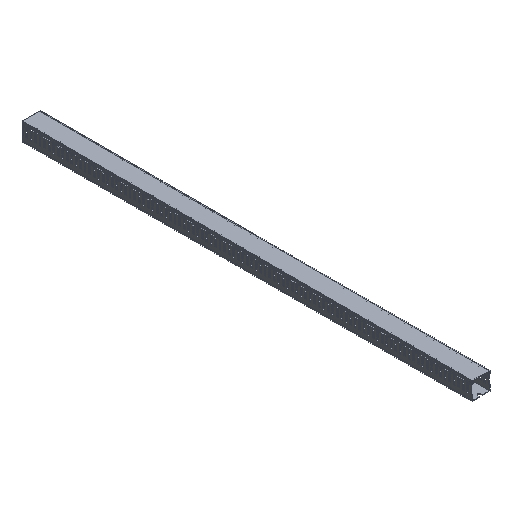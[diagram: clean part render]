
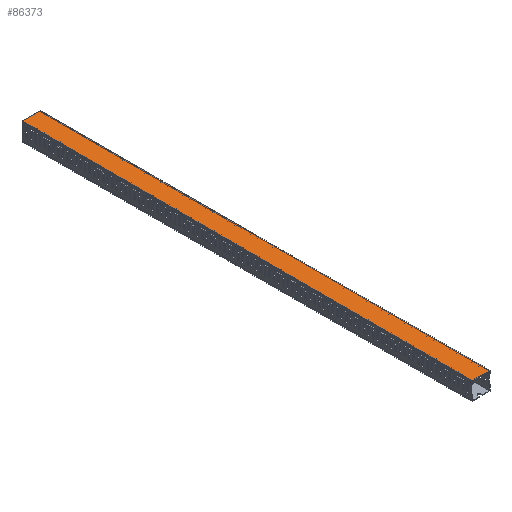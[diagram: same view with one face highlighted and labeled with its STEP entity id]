
A CAD part, isometric view. The second image highlights one B-rep face of the part: STEP entity #86373.
In plain terms, the highlighted planar face has unit normal (0, 0, 1).
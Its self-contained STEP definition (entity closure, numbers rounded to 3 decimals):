
#86355=AXIS2_PLACEMENT_3D('Plane Axis2P3D',#86352,#86353,#86354) ;
#85954=CARTESIAN_POINT('Vertex',(0.,1000.,40.)) ;
#85970=CARTESIAN_POINT('Vertex',(0.,0.,40.)) ;
#85973=CARTESIAN_POINT('Line Origine',(0.,500.,40.)) ;
#86330=CARTESIAN_POINT('Vertex',(40.,1000.,40.)) ;
#86333=CARTESIAN_POINT('Line Origine',(40.,500.,40.)) ;
#86337=CARTESIAN_POINT('Vertex',(40.,0.,40.)) ;
#86352=CARTESIAN_POINT('Axis2P3D Location',(0.,0.,40.)) ;
#86357=CARTESIAN_POINT('Line Origine',(20.,1000.,40.)) ;
#86362=CARTESIAN_POINT('Line Origine',(20.,0.,40.)) ;
#85974=DIRECTION('Vector Direction',(0.,1.,0.)) ;
#86334=DIRECTION('Vector Direction',(0.,1.,0.)) ;
#86353=DIRECTION('Axis2P3D Direction',(-0.,0.,1.)) ;
#86354=DIRECTION('Axis2P3D XDirection',(1.,0.,0.)) ;
#86358=DIRECTION('Vector Direction',(1.,0.,0.)) ;
#86363=DIRECTION('Vector Direction',(1.,0.,0.)) ;
#85975=VECTOR('Line Direction',#85974,1.) ;
#86335=VECTOR('Line Direction',#86334,1.) ;
#86359=VECTOR('Line Direction',#86358,1.) ;
#86364=VECTOR('Line Direction',#86363,1.) ;
#86368=ORIENTED_EDGE('',*,*,#86361,.T.) ;
#86369=ORIENTED_EDGE('',*,*,#85977,.F.) ;
#86370=ORIENTED_EDGE('',*,*,#86366,.F.) ;
#86371=ORIENTED_EDGE('',*,*,#86339,.T.) ;
#86373=ADVANCED_FACE('S3D-Deckel-gedreht',(#86372),#86356,.T.) ;
#85977=EDGE_CURVE('',#85971,#85955,#85976,.T.) ;
#86339=EDGE_CURVE('',#86338,#86331,#86336,.T.) ;
#86361=EDGE_CURVE('',#86331,#85955,#86360,.F.) ;
#86366=EDGE_CURVE('',#86338,#85971,#86365,.F.) ;
#86367=EDGE_LOOP('',(#86368,#86369,#86370,#86371)) ;
#86372=FACE_OUTER_BOUND('',#86367,.T.) ;
#85976=LINE('Line',#85973,#85975) ;
#86336=LINE('Line',#86333,#86335) ;
#86360=LINE('Line',#86357,#86359) ;
#86365=LINE('Line',#86362,#86364) ;
#86356=PLANE('',#86355) ;
#85955=VERTEX_POINT('',#85954) ;
#85971=VERTEX_POINT('',#85970) ;
#86331=VERTEX_POINT('',#86330) ;
#86338=VERTEX_POINT('',#86337) ;
